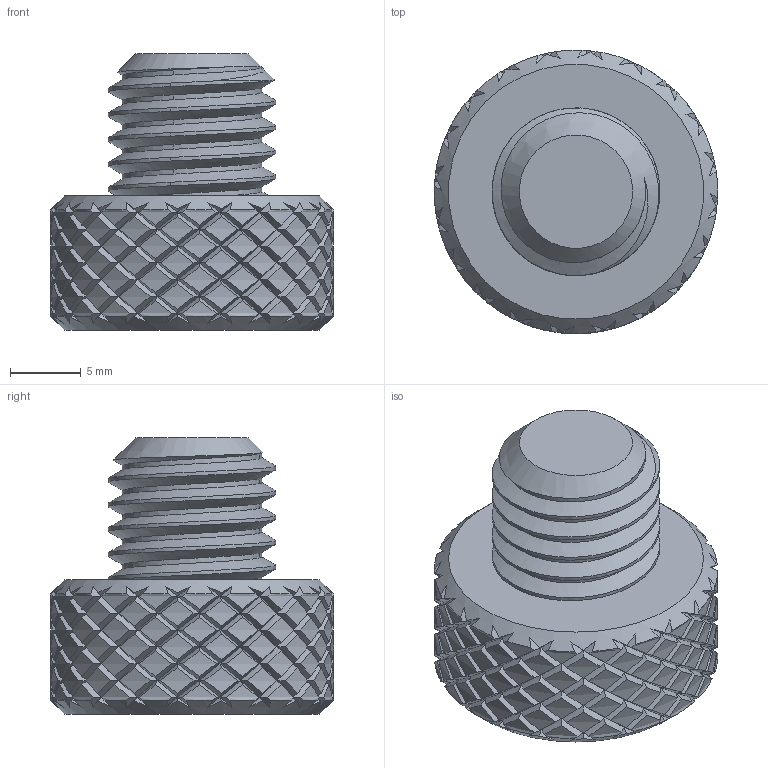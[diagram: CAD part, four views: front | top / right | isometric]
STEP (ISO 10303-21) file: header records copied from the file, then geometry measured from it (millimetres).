
FILE_DESCRIPTION(/* description */ (''),/* implementation_level */ '2;1');
FILE_NAME(/* name */ 'screw.step',/* time_stamp */ '2025-09-26T14:24:48-04:00',/* author */ (''),/* organization */ (''),/* preprocessor_version */ 'ST-DEVELOPER v20.1',/* originating_system */ 'Autodesk Translation Framework v14.17.0.0',/* authorisation */ '');
FILE_SCHEMA (('AUTOMOTIVE_DESIGN { 1 0 10303 214 3 1 1 }'));
Length unit declared in the file: millimetre
Products named in the file (1): screw
Bounding box: 20 x 20 x 19.5 mm (x, y, z)
Volume: 3754.5 mm3; surface area: 1931.3 mm2
Topology: 1 solids, 1 shells, 801 faces, 1694 edges, 896 vertices
Faces by surface type: bspline 642, cylinder 153, cone 3, plane 3
Full cylindrical faces by diameter (mm): 9.836 x5, 11.834 x4
Entity records: 31343 total; most frequent: CARTESIAN_POINT 19763, ORIENTED_EDGE 3388, EDGE_CURVE 1694, B_SPLINE_CURVE_WITH_KNOTS 1630, VERTEX_POINT 896, EDGE_LOOP 802, FACE_OUTER_BOUND 801, ADVANCED_FACE 801
